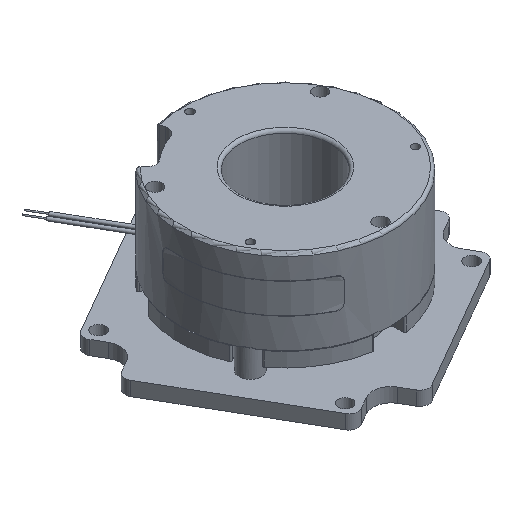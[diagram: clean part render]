
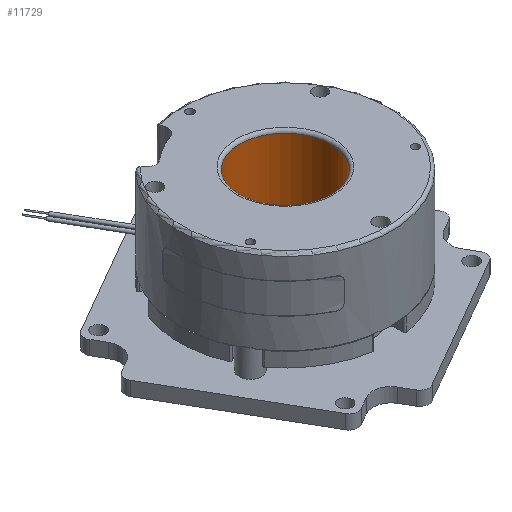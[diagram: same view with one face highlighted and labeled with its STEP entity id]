
A CAD part, isometric view. The second image highlights one B-rep face of the part: STEP entity #11729.
In plain terms, the highlighted cylindrical face has radius 15 mm (diameter 30 mm), a full revolution.
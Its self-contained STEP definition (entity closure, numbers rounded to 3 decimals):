
#1121 = PLANE('',#1122);
#1122 = AXIS2_PLACEMENT_3D('',#1123,#1124,#1125);
#1123 = CARTESIAN_POINT('',(-167.212,30.59,
    82.206));
#1124 = DIRECTION('',(0.,0.,1.));
#1125 = DIRECTION('',(1.,0.,0.));
#1830 = EDGE_CURVE('',#1831,#1833,#1835,.T.);
#1831 = VERTEX_POINT('',#1832);
#1832 = CARTESIAN_POINT('',(-152.212,-4.41,
    109.206));
#1833 = VERTEX_POINT('',#1834);
#1834 = CARTESIAN_POINT('',(-167.212,10.59,
    109.206));
#1835 = SURFACE_CURVE('',#1836,(#1841,#1852),.PCURVE_S1.);
#1836 = CIRCLE('',#1837,15.);
#1837 = AXIS2_PLACEMENT_3D('',#1838,#1839,#1840);
#1838 = CARTESIAN_POINT('',(-167.212,-4.41,
    109.206));
#1839 = DIRECTION('',(0.,0.,-1.));
#1840 = DIRECTION('',(1.,0.,0.));
#1841 = PCURVE('',#1842,#1847);
#1842 = TOROIDAL_SURFACE('',#1843,16.,1.);
#1843 = AXIS2_PLACEMENT_3D('',#1844,#1845,#1846);
#1844 = CARTESIAN_POINT('',(-167.212,-4.41,
    109.206));
#1845 = DIRECTION('',(0.,0.,-1.));
#1846 = DIRECTION('',(0.,1.,0.));
#1847 = DEFINITIONAL_REPRESENTATION('',(#1848),#1851);
#1848 = B_SPLINE_CURVE_WITH_KNOTS('',1,(#1849,#1850),.UNSPECIFIED.,.F.,
  .F.,(2,2),(0.,6.283),.PIECEWISE_BEZIER_KNOTS.);
#1849 = CARTESIAN_POINT('',(1.571,3.142));
#1850 = CARTESIAN_POINT('',(7.854,3.142));
#1851 = ( GEOMETRIC_REPRESENTATION_CONTEXT(2) 
PARAMETRIC_REPRESENTATION_CONTEXT() REPRESENTATION_CONTEXT('2D SPACE',''
  ) );
#1852 = PCURVE('',#1853,#1858);
#1853 = CYLINDRICAL_SURFACE('',#1854,15.);
#1854 = AXIS2_PLACEMENT_3D('',#1855,#1856,#1857);
#1855 = CARTESIAN_POINT('',(-167.212,-4.41,
    110.206));
#1856 = DIRECTION('',(0.,0.,-1.));
#1857 = DIRECTION('',(1.,0.,0.));
#1858 = DEFINITIONAL_REPRESENTATION('',(#1859),#1862);
#1859 = B_SPLINE_CURVE_WITH_KNOTS('',1,(#1860,#1861),.UNSPECIFIED.,.F.,
  .F.,(2,2),(0.,4.712),.PIECEWISE_BEZIER_KNOTS.);
#1860 = CARTESIAN_POINT('',(0.,1.));
#1861 = CARTESIAN_POINT('',(4.712,1.));
#1862 = ( GEOMETRIC_REPRESENTATION_CONTEXT(2) 
PARAMETRIC_REPRESENTATION_CONTEXT() REPRESENTATION_CONTEXT('2D SPACE',''
  ) );
#1922 = EDGE_CURVE('',#1833,#1831,#1923,.T.);
#1923 = SURFACE_CURVE('',#1924,(#1929,#1935),.PCURVE_S1.);
#1924 = CIRCLE('',#1925,15.);
#1925 = AXIS2_PLACEMENT_3D('',#1926,#1927,#1928);
#1926 = CARTESIAN_POINT('',(-167.212,-4.41,
    109.206));
#1927 = DIRECTION('',(0.,0.,-1.));
#1928 = DIRECTION('',(1.,0.,0.));
#1929 = PCURVE('',#1842,#1930);
#1930 = DEFINITIONAL_REPRESENTATION('',(#1931),#1934);
#1931 = B_SPLINE_CURVE_WITH_KNOTS('',1,(#1932,#1933),.UNSPECIFIED.,.F.,
  .F.,(2,2),(0.,6.283),.PIECEWISE_BEZIER_KNOTS.);
#1932 = CARTESIAN_POINT('',(-4.712,3.142));
#1933 = CARTESIAN_POINT('',(1.571,3.142));
#1934 = ( GEOMETRIC_REPRESENTATION_CONTEXT(2) 
PARAMETRIC_REPRESENTATION_CONTEXT() REPRESENTATION_CONTEXT('2D SPACE',''
  ) );
#1935 = PCURVE('',#1853,#1936);
#1936 = DEFINITIONAL_REPRESENTATION('',(#1937),#1940);
#1937 = B_SPLINE_CURVE_WITH_KNOTS('',1,(#1938,#1939),.UNSPECIFIED.,.F.,
  .F.,(2,2),(4.712,6.283),.PIECEWISE_BEZIER_KNOTS.);
#1938 = CARTESIAN_POINT('',(4.712,1.));
#1939 = CARTESIAN_POINT('',(6.283,1.));
#1940 = ( GEOMETRIC_REPRESENTATION_CONTEXT(2) 
PARAMETRIC_REPRESENTATION_CONTEXT() REPRESENTATION_CONTEXT('2D SPACE',''
  ) );
#5032 = EDGE_CURVE('',#5033,#5033,#5035,.T.);
#5033 = VERTEX_POINT('',#5034);
#5034 = CARTESIAN_POINT('',(-152.212,-4.41,
    82.206));
#5035 = SURFACE_CURVE('',#5036,(#5041,#5052),.PCURVE_S1.);
#5036 = CIRCLE('',#5037,15.);
#5037 = AXIS2_PLACEMENT_3D('',#5038,#5039,#5040);
#5038 = CARTESIAN_POINT('',(-167.212,-4.41,
    82.206));
#5039 = DIRECTION('',(0.,0.,-1.));
#5040 = DIRECTION('',(1.,0.,0.));
#5041 = PCURVE('',#1121,#5042);
#5042 = DEFINITIONAL_REPRESENTATION('',(#5043),#5051);
#5043 = ( BOUNDED_CURVE() B_SPLINE_CURVE(2,(#5044,#5045,#5046,#5047,
#5048,#5049,#5050),.UNSPECIFIED.,.T.,.F.) B_SPLINE_CURVE_WITH_KNOTS((1,2
    ,2,2,2,1),(-2.094,0.,2.094,4.189,
6.283,8.378),.UNSPECIFIED.) CURVE() 
GEOMETRIC_REPRESENTATION_ITEM() RATIONAL_B_SPLINE_CURVE((1.,0.5,1.,0.5,
1.,0.5,1.)) REPRESENTATION_ITEM('') );
#5044 = CARTESIAN_POINT('',(15.,-35.));
#5045 = CARTESIAN_POINT('',(15.,-60.981));
#5046 = CARTESIAN_POINT('',(-7.5,-47.99));
#5047 = CARTESIAN_POINT('',(-30.,-35.));
#5048 = CARTESIAN_POINT('',(-7.5,-22.01));
#5049 = CARTESIAN_POINT('',(15.,-9.019));
#5050 = CARTESIAN_POINT('',(15.,-35.));
#5051 = ( GEOMETRIC_REPRESENTATION_CONTEXT(2) 
PARAMETRIC_REPRESENTATION_CONTEXT() REPRESENTATION_CONTEXT('2D SPACE',''
  ) );
#5052 = PCURVE('',#1853,#5053);
#5053 = DEFINITIONAL_REPRESENTATION('',(#5054),#5057);
#5054 = B_SPLINE_CURVE_WITH_KNOTS('',1,(#5055,#5056),.UNSPECIFIED.,.F.,
  .F.,(2,2),(0.,6.283),.PIECEWISE_BEZIER_KNOTS.);
#5055 = CARTESIAN_POINT('',(0.,28.));
#5056 = CARTESIAN_POINT('',(6.283,28.));
#5057 = ( GEOMETRIC_REPRESENTATION_CONTEXT(2) 
PARAMETRIC_REPRESENTATION_CONTEXT() REPRESENTATION_CONTEXT('2D SPACE',''
  ) );
#11729 = ADVANCED_FACE('',(#11730),#1853,.F.);
#11730 = FACE_BOUND('',#11731,.F.);
#11731 = EDGE_LOOP('',(#11732,#11733,#11753,#11754,#11755));
#11732 = ORIENTED_EDGE('',*,*,#5032,.F.);
#11733 = ORIENTED_EDGE('',*,*,#11734,.F.);
#11734 = EDGE_CURVE('',#1831,#5033,#11735,.T.);
#11735 = SEAM_CURVE('',#11736,(#11739,#11746),.PCURVE_S1.);
#11736 = B_SPLINE_CURVE_WITH_KNOTS('',1,(#11737,#11738),.UNSPECIFIED.,
  .F.,.F.,(2,2),(1.,28.),.PIECEWISE_BEZIER_KNOTS.);
#11737 = CARTESIAN_POINT('',(-152.212,-4.41,
    109.206));
#11738 = CARTESIAN_POINT('',(-152.212,-4.41,
    82.206));
#11739 = PCURVE('',#1853,#11740);
#11740 = DEFINITIONAL_REPRESENTATION('',(#11741),#11745);
#11741 = LINE('',#11742,#11743);
#11742 = CARTESIAN_POINT('',(0.,0.));
#11743 = VECTOR('',#11744,1.);
#11744 = DIRECTION('',(0.,1.));
#11745 = ( GEOMETRIC_REPRESENTATION_CONTEXT(2) 
PARAMETRIC_REPRESENTATION_CONTEXT() REPRESENTATION_CONTEXT('2D SPACE',''
  ) );
#11746 = PCURVE('',#1853,#11747);
#11747 = DEFINITIONAL_REPRESENTATION('',(#11748),#11752);
#11748 = LINE('',#11749,#11750);
#11749 = CARTESIAN_POINT('',(6.283,0.));
#11750 = VECTOR('',#11751,1.);
#11751 = DIRECTION('',(0.,1.));
#11752 = ( GEOMETRIC_REPRESENTATION_CONTEXT(2) 
PARAMETRIC_REPRESENTATION_CONTEXT() REPRESENTATION_CONTEXT('2D SPACE',''
  ) );
#11753 = ORIENTED_EDGE('',*,*,#1830,.T.);
#11754 = ORIENTED_EDGE('',*,*,#1922,.T.);
#11755 = ORIENTED_EDGE('',*,*,#11734,.T.);
